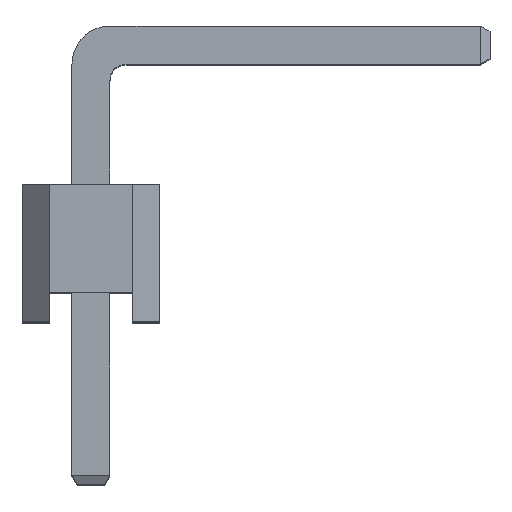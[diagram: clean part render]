
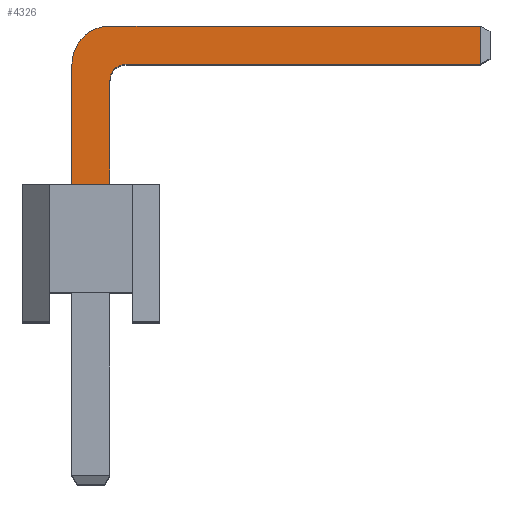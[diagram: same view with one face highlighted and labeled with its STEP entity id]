
A CAD part, top view. The second image highlights one B-rep face of the part: STEP entity #4326.
In plain terms, the highlighted planar face has unit normal (0, 0, 1).
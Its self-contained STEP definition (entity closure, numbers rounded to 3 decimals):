
#76 = VECTOR ( 'NONE', #5577, 1000. ) ;
#87 = CARTESIAN_POINT ( 'NONE',  ( 0.35, 2.54, 0.35 ) ) ;
#279 = EDGE_CURVE ( 'NONE', #2363, #4082, #4649, .T. ) ;
#302 = LINE ( 'NONE', #4975, #6025 ) ;
#356 = CARTESIAN_POINT ( 'NONE',  ( -0.35, 4.75, 0.35 ) ) ;
#420 = DIRECTION ( 'NONE',  ( 0., -1., 0. ) ) ;
#439 = CIRCLE ( 'NONE', #2893, 0.3 ) ;
#445 = FACE_OUTER_BOUND ( 'NONE', #959, .T. ) ;
#550 = CARTESIAN_POINT ( 'NONE',  ( 0.35, 5.45, 0.35 ) ) ;
#611 = EDGE_CURVE ( 'NONE', #2363, #3733, #439, .T. ) ;
#655 = VECTOR ( 'NONE', #4299, 1000. ) ;
#830 = EDGE_CURVE ( 'NONE', #4303, #4082, #3860, .T. ) ;
#858 = CARTESIAN_POINT ( 'NONE',  ( 0.35, 5.45, 0.35 ) ) ;
#911 = CARTESIAN_POINT ( 'NONE',  ( 0.65, 4.45, 0.35 ) ) ;
#914 = CARTESIAN_POINT ( 'NONE',  ( -0.35, 2.54, 0.35 ) ) ;
#959 = EDGE_LOOP ( 'NONE', ( #3074, #971, #2768, #5922, #3503, #3803, #4992, #3797 ) ) ;
#971 = ORIENTED_EDGE ( 'NONE', *, *, #279, .F. ) ;
#1070 = CARTESIAN_POINT ( 'NONE',  ( 7.177, 5.45, 0.35 ) ) ;
#1169 = DIRECTION ( 'NONE',  ( 0., -1., 0. ) ) ;
#1177 = EDGE_CURVE ( 'NONE', #5556, #2455, #1403, .T. ) ;
#1403 = CIRCLE ( 'NONE', #1599, 0.7 ) ;
#1473 = VERTEX_POINT ( 'NONE', #1070 ) ;
#1563 = LINE ( 'NONE', #550, #3909 ) ;
#1599 = AXIS2_PLACEMENT_3D ( 'NONE', #5939, #3150, #4996 ) ;
#1698 = CARTESIAN_POINT ( 'NONE',  ( 0.65, 4.75, 0.35 ) ) ;
#1723 = VECTOR ( 'NONE', #420, 1000. ) ;
#1766 = DIRECTION ( 'NONE',  ( -1., 0., 0. ) ) ;
#1881 = CARTESIAN_POINT ( 'NONE',  ( 0.35, 4.45, 0.35 ) ) ;
#2272 = VECTOR ( 'NONE', #5988, 1000. ) ;
#2363 = VERTEX_POINT ( 'NONE', #1881 ) ;
#2455 = VERTEX_POINT ( 'NONE', #356 ) ;
#2712 = CARTESIAN_POINT ( 'NONE',  ( 7.177, 5.45, 0.35 ) ) ;
#2768 = ORIENTED_EDGE ( 'NONE', *, *, #611, .T. ) ;
#2780 = DIRECTION ( 'NONE',  ( 0., 0., -1. ) ) ;
#2893 = AXIS2_PLACEMENT_3D ( 'NONE', #911, #2780, #1766 ) ;
#2948 = CARTESIAN_POINT ( 'NONE',  ( 0.35, 2.54, 0.35 ) ) ;
#3074 = ORIENTED_EDGE ( 'NONE', *, *, #830, .T. ) ;
#3123 = PLANE ( 'NONE',  #3234 ) ;
#3150 = DIRECTION ( 'NONE',  ( 0., 0., 1. ) ) ;
#3209 = CARTESIAN_POINT ( 'NONE',  ( 0.35, 5.45, 0.35 ) ) ;
#3234 = AXIS2_PLACEMENT_3D ( 'NONE', #3209, #5032, #5086 ) ;
#3503 = ORIENTED_EDGE ( 'NONE', *, *, #3829, .T. ) ;
#3733 = VERTEX_POINT ( 'NONE', #1698 ) ;
#3797 = ORIENTED_EDGE ( 'NONE', *, *, #5604, .T. ) ;
#3803 = ORIENTED_EDGE ( 'NONE', *, *, #4095, .F. ) ;
#3822 = VERTEX_POINT ( 'NONE', #4035 ) ;
#3829 = EDGE_CURVE ( 'NONE', #3822, #1473, #5077, .T. ) ;
#3860 = LINE ( 'NONE', #2948, #655 ) ;
#3909 = VECTOR ( 'NONE', #4265, 1000. ) ;
#4035 = CARTESIAN_POINT ( 'NONE',  ( 7.177, 4.75, 0.35 ) ) ;
#4082 = VERTEX_POINT ( 'NONE', #87 ) ;
#4087 = CARTESIAN_POINT ( 'NONE',  ( 7.35, 4.75, 0.35 ) ) ;
#4095 = EDGE_CURVE ( 'NONE', #5556, #1473, #1563, .T. ) ;
#4112 = CARTESIAN_POINT ( 'NONE',  ( 0.35, 5.45, 0.35 ) ) ;
#4265 = DIRECTION ( 'NONE',  ( 1., 0., 0. ) ) ;
#4299 = DIRECTION ( 'NONE',  ( 1., 0., 0. ) ) ;
#4303 = VERTEX_POINT ( 'NONE', #914 ) ;
#4326 = ADVANCED_FACE ( 'NONE', ( #445 ), #3123, .F. ) ;
#4573 = LINE ( 'NONE', #4087, #2272 ) ;
#4649 = LINE ( 'NONE', #858, #1723 ) ;
#4975 = CARTESIAN_POINT ( 'NONE',  ( -0.35, 5.45, 0.35 ) ) ;
#4992 = ORIENTED_EDGE ( 'NONE', *, *, #1177, .T. ) ;
#4996 = DIRECTION ( 'NONE',  ( -1., 0., 0. ) ) ;
#5032 = DIRECTION ( 'NONE',  ( 0., 0., -1. ) ) ;
#5077 = LINE ( 'NONE', #2712, #76 ) ;
#5086 = DIRECTION ( 'NONE',  ( -1., 0., 0. ) ) ;
#5556 = VERTEX_POINT ( 'NONE', #4112 ) ;
#5577 = DIRECTION ( 'NONE',  ( 0., 1., 0. ) ) ;
#5604 = EDGE_CURVE ( 'NONE', #2455, #4303, #302, .T. ) ;
#5922 = ORIENTED_EDGE ( 'NONE', *, *, #5965, .F. ) ;
#5939 = CARTESIAN_POINT ( 'NONE',  ( 0.35, 4.75, 0.35 ) ) ;
#5965 = EDGE_CURVE ( 'NONE', #3822, #3733, #4573, .T. ) ;
#5988 = DIRECTION ( 'NONE',  ( -1., 0., 0. ) ) ;
#6025 = VECTOR ( 'NONE', #1169, 1000. ) ;
